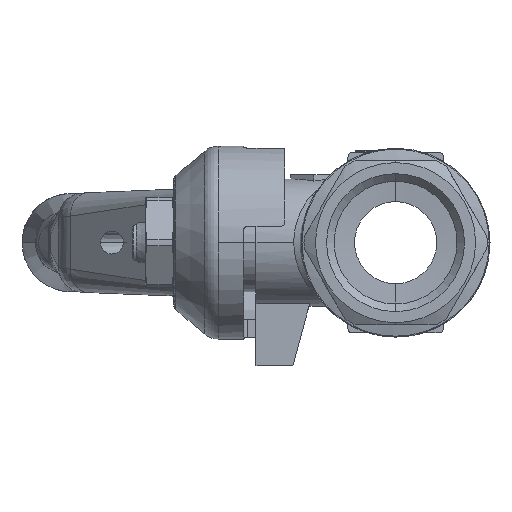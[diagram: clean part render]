
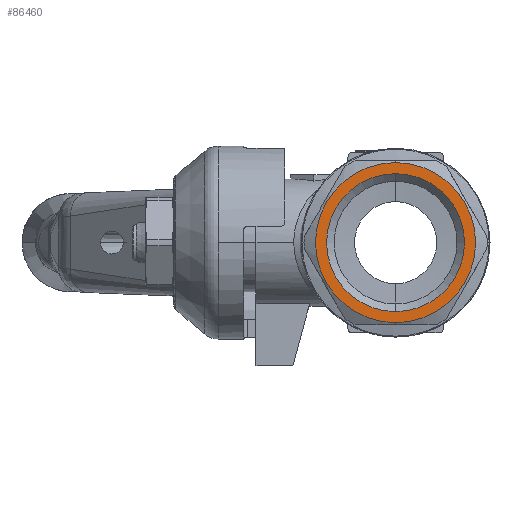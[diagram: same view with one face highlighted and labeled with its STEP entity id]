
A CAD part, left-side view. The second image highlights one B-rep face of the part: STEP entity #86460.
In plain terms, the highlighted face is planar.
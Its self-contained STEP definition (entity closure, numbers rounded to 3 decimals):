
#53020=CARTESIAN_POINT('',(27.5,0.,8.4));
#53030=VERTEX_POINT('',#53020);
#53190=CARTESIAN_POINT('',(27.5,0.,-8.4));
#53200=VERTEX_POINT('',#53190);
#53230=CARTESIAN_POINT('',(27.5,0.,0.));
#53240=DIRECTION('',(1.,0.,0.));
#53250=DIRECTION('',(0.,0.,-1.));
#53260=AXIS2_PLACEMENT_3D('',#53230,#53240,#53250);
#53270=CIRCLE('',#53260,8.4);
#53280=EDGE_CURVE('',#53030,#53200,#53270,.T.);
#83090=CARTESIAN_POINT('',(27.5,0.,9.75));
#83100=VERTEX_POINT('',#83090);
#85510=CARTESIAN_POINT('',(27.5,0.,-9.75))
;
#85520=VERTEX_POINT('',#85510);
#85550=CARTESIAN_POINT('',(27.5,0.,0.));
#85560=DIRECTION('',(-1.,0.,0.));
#85570=DIRECTION('',(0.,-1.,0.));
#85580=AXIS2_PLACEMENT_3D('',#85550,#85560,#85570);
#85590=CIRCLE('',#85580,9.75);
#85600=EDGE_CURVE('',#83100,#85520,#85590,.T.);
#86310=CARTESIAN_POINT('',(27.5,-8.375,0.));
#86320=DIRECTION('',(1.,-0.,0.));
#86330=DIRECTION('',(0.,1.,0.));
#86340=AXIS2_PLACEMENT_3D('',#86310,#86320,#86330);
#86350=PLANE('',#86340);
#86360=EDGE_CURVE('',#85520,#83100,#85590,.T.);
#86370=ORIENTED_EDGE('',*,*,#86360,.F.);
#86380=ORIENTED_EDGE('',*,*,#85600,.F.);
#86390=EDGE_LOOP('',(#86380,#86370));
#86400=FACE_OUTER_BOUND('',#86390,.T.);
#86410=EDGE_CURVE('',#53200,#53030,#53270,.T.);
#86420=ORIENTED_EDGE('',*,*,#86410,.F.);
#86430=ORIENTED_EDGE('',*,*,#53280,.F.);
#86440=EDGE_LOOP('',(#86430,#86420));
#86450=FACE_BOUND('',#86440,.T.);
#86460=ADVANCED_FACE('',(#86400,#86450),#86350,.T.);
